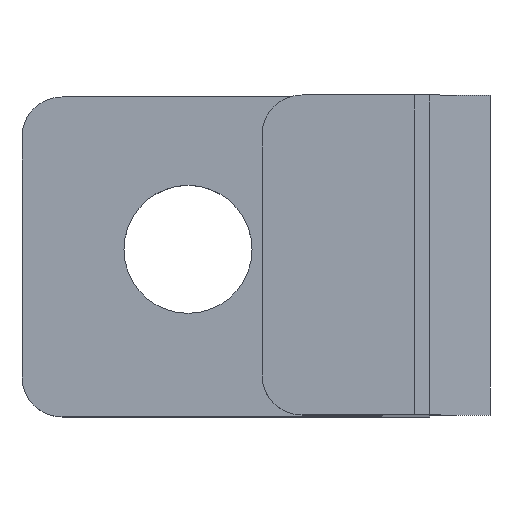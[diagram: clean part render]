
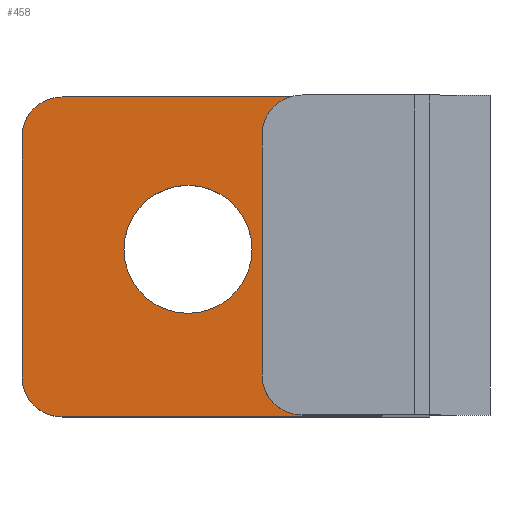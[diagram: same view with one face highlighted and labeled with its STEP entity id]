
A CAD part, top view. The second image highlights one B-rep face of the part: STEP entity #458.
In plain terms, the highlighted planar face has unit normal (0, 0, 1).
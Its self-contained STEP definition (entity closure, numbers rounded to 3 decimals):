
#64 = VERTEX_POINT('',#65);
#65 = CARTESIAN_POINT('',(-132.7,-65.4,2.2));
#71 = EDGE_CURVE('',#72,#64,#74,.T.);
#72 = VERTEX_POINT('',#73);
#73 = CARTESIAN_POINT('',(-140.7,-65.4,2.2));
#74 = LINE('',#75,#76);
#75 = CARTESIAN_POINT('',(-141.7,-65.4,2.2));
#76 = VECTOR('',#77,1.);
#77 = DIRECTION('',(1.,0.,0.));
#414 = EDGE_CURVE('',#64,#415,#417,.T.);
#415 = VERTEX_POINT('',#416);
#416 = CARTESIAN_POINT('',(-132.7,-57.4,2.2));
#417 = LINE('',#418,#419);
#418 = CARTESIAN_POINT('',(-132.7,-65.4,2.2));
#419 = VECTOR('',#420,1.);
#420 = DIRECTION('',(0.,1.,0.));
#439 = VERTEX_POINT('',#440);
#440 = CARTESIAN_POINT('',(-141.7,-64.4,2.2));
#446 = EDGE_CURVE('',#72,#439,#447,.T.);
#447 = CIRCLE('',#448,1.);
#448 = AXIS2_PLACEMENT_3D('',#449,#450,#451);
#449 = CARTESIAN_POINT('',(-140.7,-64.4,2.2));
#450 = DIRECTION('',(-0.,-0.,-1.));
#451 = DIRECTION('',(0.,-1.,0.));
#458 = ADVANCED_FACE('',(#459,#487),#498,.T.);
#459 = FACE_BOUND('',#460,.T.);
#460 = EDGE_LOOP('',(#461,#469,#470,#471,#472,#480));
#461 = ORIENTED_EDGE('',*,*,#462,.F.);
#462 = EDGE_CURVE('',#439,#463,#465,.T.);
#463 = VERTEX_POINT('',#464);
#464 = CARTESIAN_POINT('',(-141.7,-58.4,2.2));
#465 = LINE('',#466,#467);
#466 = CARTESIAN_POINT('',(-141.7,-65.4,2.2));
#467 = VECTOR('',#468,1.);
#468 = DIRECTION('',(0.,1.,0.));
#469 = ORIENTED_EDGE('',*,*,#446,.F.);
#470 = ORIENTED_EDGE('',*,*,#71,.T.);
#471 = ORIENTED_EDGE('',*,*,#414,.T.);
#472 = ORIENTED_EDGE('',*,*,#473,.F.);
#473 = EDGE_CURVE('',#474,#415,#476,.T.);
#474 = VERTEX_POINT('',#475);
#475 = CARTESIAN_POINT('',(-140.7,-57.4,2.2));
#476 = LINE('',#477,#478);
#477 = CARTESIAN_POINT('',(-141.7,-57.4,2.2));
#478 = VECTOR('',#479,1.);
#479 = DIRECTION('',(1.,0.,0.));
#480 = ORIENTED_EDGE('',*,*,#481,.F.);
#481 = EDGE_CURVE('',#463,#474,#482,.T.);
#482 = CIRCLE('',#483,1.);
#483 = AXIS2_PLACEMENT_3D('',#484,#485,#486);
#484 = CARTESIAN_POINT('',(-140.7,-58.4,2.2));
#485 = DIRECTION('',(-0.,-0.,-1.));
#486 = DIRECTION('',(0.,-1.,0.));
#487 = FACE_BOUND('',#488,.T.);
#488 = EDGE_LOOP('',(#489));
#489 = ORIENTED_EDGE('',*,*,#490,.T.);
#490 = EDGE_CURVE('',#491,#491,#493,.T.);
#491 = VERTEX_POINT('',#492);
#492 = CARTESIAN_POINT('',(-135.95,-61.21,2.2));
#493 = CIRCLE('',#494,1.6);
#494 = AXIS2_PLACEMENT_3D('',#495,#496,#497);
#495 = CARTESIAN_POINT('',(-137.55,-61.21,2.2));
#496 = DIRECTION('',(0.,0.,-1.));
#497 = DIRECTION('',(1.,0.,0.));
#498 = PLANE('',#499);
#499 = AXIS2_PLACEMENT_3D('',#500,#501,#502);
#500 = CARTESIAN_POINT('',(-141.7,-65.4,2.2));
#501 = DIRECTION('',(0.,0.,1.));
#502 = DIRECTION('',(1.,0.,0.));
